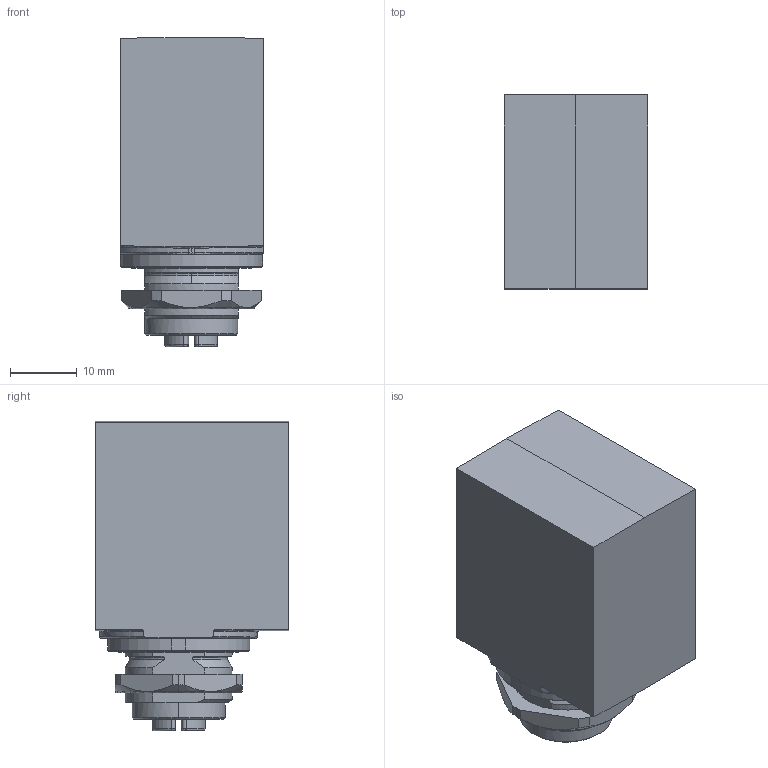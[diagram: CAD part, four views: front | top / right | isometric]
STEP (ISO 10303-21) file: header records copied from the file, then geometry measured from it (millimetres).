
FILE_DESCRIPTION(('CATIA V5 STEP Exchange','CAx-IF Rec.Pracs.--- Model Styling and Organization---1.5--- 2016-08-15','CAx-IF Rec.Pracs.---Supplemental Geometry---1.0---2011-11-01','CAx-IF Rec.Pracs.--- Composite Materials ---1.1---2010-07-15'),'2;1');
FILE_NAME ('012927-2_1', '2025-10-20T07:06:28+00:00', ('none'), ('Weidmueller'), 'CATIA Version 5-6 Release 2024 SP4', 'CATIA V5 STEP AP214 v3', 'none');
FILE_SCHEMA(('AUTOMOTIVE_DESIGN { 1 0 10303 214 1 1 1 1 }'));
Length unit declared in the file: millimetre
Products named in the file (1): 1400610000
Bounding box: 21.4 x 29.01 x 46.35 mm (x, y, z)
Volume: 20964.4 mm3; surface area: 7850.7 mm2
Topology: 1 solids, 1 shells, 781 faces, 1989 edges, 1239 vertices
Faces by surface type: cylinder 296, plane 245, torus 111, bspline 69, cone 56, sphere 4
Entity records: 27857 total; most frequent: CARTESIAN_POINT 10116, ORIENTED_EDGE 3950, DIRECTION 2925, EDGE_CURVE 1975, AXIS2_PLACEMENT_3D 1372, VERTEX_POINT 1239, VECTOR 847, LINE 847
